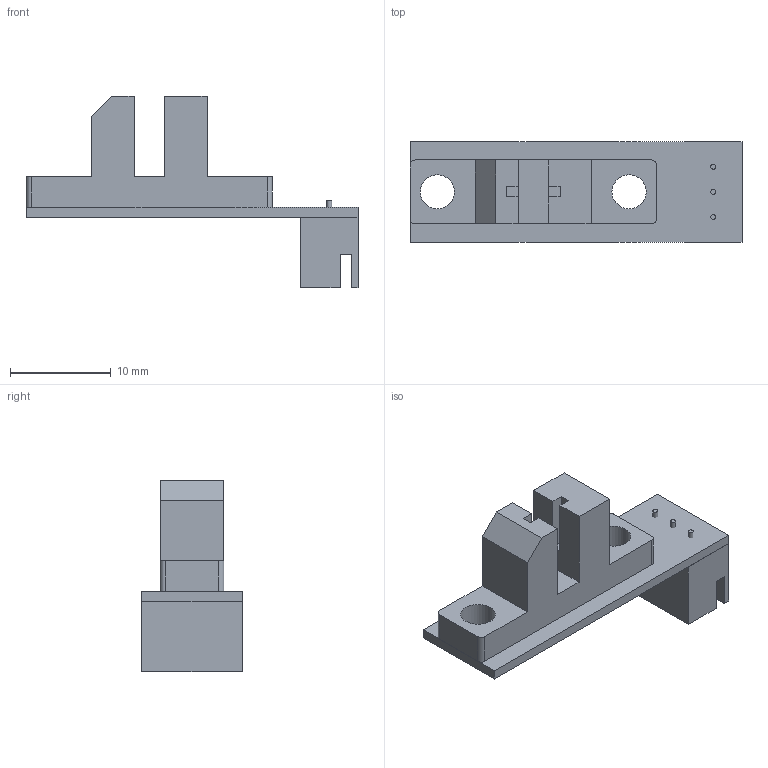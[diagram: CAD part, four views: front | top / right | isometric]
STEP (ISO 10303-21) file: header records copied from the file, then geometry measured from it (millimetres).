
FILE_DESCRIPTION (( 'STEP AP214' ), '1' );
FILE_NAME ('Endstop_Opto_TCST2103.STEP', '2016-03-29T13:02:18', ( '' ), ( '' ), 'SwSTEP 2.0', 'SolidWorks 2016', '' );
FILE_SCHEMA (( 'AUTOMOTIVE_DESIGN' ));
Length unit declared in the file: millimetre
Products named in the file (4): PCB^Endstop_Opto_TCST2103_D‚faut; TCST2103^Endstop_Opto_TCST2103_D‚faut; Connector^Endstop_Opto_TCST2103_D‚faut; Endstop_Opto_TCST2103
Assembly tree (3 placements, depth 2):
  Endstop_Opto_TCST2103
    TCST2103^Endstop_Opto_TCST2103_D‚faut
    PCB^Endstop_Opto_TCST2103_D‚faut
    Connector^Endstop_Opto_TCST2103_D‚faut
Bounding box: 33 x 10 x 19 mm (x, y, z)
Volume: 1319 mm3; surface area: 2078.1 mm2
Topology: 3 solids, 3 shells, 77 faces, 198 edges, 133 vertices
Faces by surface type: plane 63, cylinder 14
Full cylindrical faces by diameter (mm): 0.5 x6, 3.4 x4
Entity records: 2549 total; most frequent: CARTESIAN_POINT 398, DIRECTION 379, ORIENTED_EDGE 370, EDGE_CURVE 185, VECTOR 157, LINE 157, VERTEX_POINT 130, AXIS2_PLACEMENT_3D 111
